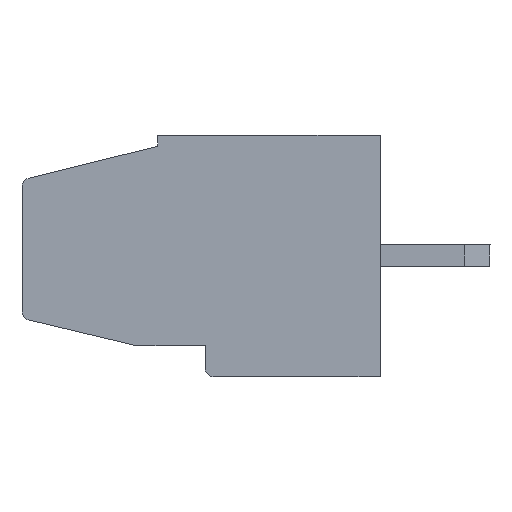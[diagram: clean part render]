
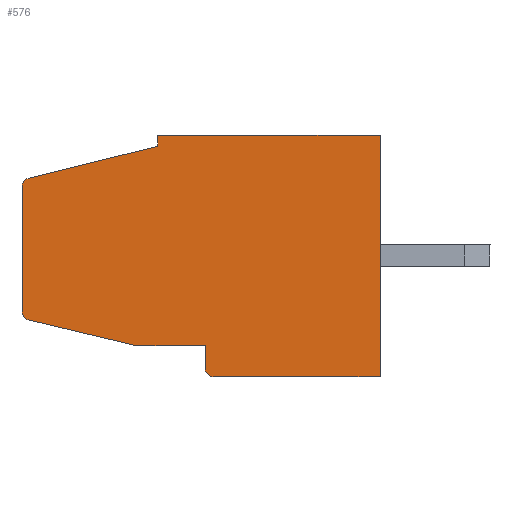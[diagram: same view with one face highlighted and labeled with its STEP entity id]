
A CAD part, left-side view. The second image highlights one B-rep face of the part: STEP entity #576.
In plain terms, the highlighted planar face has unit normal (-1, 0, 0).
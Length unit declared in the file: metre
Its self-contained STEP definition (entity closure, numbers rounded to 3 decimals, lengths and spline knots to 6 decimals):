
#576=ADVANCED_FACE('',(#1518),#1519,.F.);
#1518=FACE_OUTER_BOUND('',#2863,.T.);
#1519=PLANE('',#2864);
#2863=EDGE_LOOP('',(#4600,#4601,#4602,#4603,#4604,#4605,#4606,#4607,#4608,#4609,#4610,#4611));
#2864=AXIS2_PLACEMENT_3D('',#4612,#4613,#4614);
#4600=ORIENTED_EDGE('',*,*,#7840,.T.);
#4601=ORIENTED_EDGE('',*,*,#8115,.T.);
#4602=ORIENTED_EDGE('',*,*,#8007,.T.);
#4603=ORIENTED_EDGE('',*,*,#8000,.T.);
#4604=ORIENTED_EDGE('',*,*,#7888,.T.);
#4605=ORIENTED_EDGE('',*,*,#8116,.T.);
#4606=ORIENTED_EDGE('',*,*,#8117,.T.);
#4607=ORIENTED_EDGE('',*,*,#7822,.T.);
#4608=ORIENTED_EDGE('',*,*,#7818,.F.);
#4609=ORIENTED_EDGE('',*,*,#8118,.T.);
#4610=ORIENTED_EDGE('',*,*,#7897,.T.);
#4611=ORIENTED_EDGE('',*,*,#7827,.T.);
#4612=CARTESIAN_POINT('',(0.035,0.009195,0.0));
#4613=DIRECTION('',(1.0,0.0,0.0));
#4614=DIRECTION('',(0.0,1.0,0.0));
#7818=EDGE_CURVE('',#9310,#9306,#9312,.T.);
#7822=EDGE_CURVE('',#9314,#9306,#9318,.T.);
#7827=EDGE_CURVE('',#9321,#9325,#9327,.F.);
#7840=EDGE_CURVE('',#9325,#9346,#9348,.T.);
#7888=EDGE_CURVE('',#9442,#9440,#9443,.T.);
#7897=EDGE_CURVE('',#9455,#9321,#9458,.T.);
#8000=EDGE_CURVE('',#9621,#9442,#9622,.F.);
#8007=EDGE_CURVE('',#9632,#9621,#9633,.T.);
#8115=EDGE_CURVE('',#9346,#9632,#9789,.T.);
#8116=EDGE_CURVE('',#9440,#9790,#9791,.T.);
#8117=EDGE_CURVE('',#9790,#9314,#9792,.T.);
#8118=EDGE_CURVE('',#9310,#9455,#9793,.F.);
#9306=VERTEX_POINT('',#11516);
#9310=VERTEX_POINT('',#11522);
#9312=LINE('',#11525,#11526);
#9314=VERTEX_POINT('',#11528);
#9318=LINE('',#11534,#11535);
#9321=VERTEX_POINT('',#11538);
#9325=VERTEX_POINT('',#11543);
#9327=CIRCLE('',#11546,0.0003);
#9346=VERTEX_POINT('',#11571);
#9348=LINE('',#11574,#11575);
#9440=VERTEX_POINT('',#11712);
#9442=VERTEX_POINT('',#11715);
#9443=LINE('',#11716,#11717);
#9455=VERTEX_POINT('',#11733);
#9458=LINE('',#11738,#11739);
#9621=VERTEX_POINT('',#11963);
#9622=CIRCLE('',#11964,0.0003);
#9632=VERTEX_POINT('',#11975);
#9633=LINE('',#11976,#11977);
#9789=LINE('',#12203,#12204);
#9790=VERTEX_POINT('',#12205);
#9791=LINE('',#12206,#12207);
#9792=LINE('',#12208,#12209);
#9793=CIRCLE('',#12210,0.000306);
#11516=CARTESIAN_POINT('',(0.035,0.008197,-0.000404));
#11522=CARTESIAN_POINT('',(0.035,0.012967,-0.001591));
#11525=CARTESIAN_POINT('',(0.035,0.013222,-0.001654));
#11526=VECTOR('',#14669,1.0);
#11528=CARTESIAN_POINT('',(0.035,0.008197,0.0));
#11534=CARTESIAN_POINT('',(0.035,0.008197,0.000002));
#11535=VECTOR('',#14672,1.0);
#11538=CARTESIAN_POINT('',(0.035,0.013199,-0.006511));
#11543=CARTESIAN_POINT('',(0.035,0.012969,-0.006803));
#11546=AXIS2_PLACEMENT_3D('',#14678,#14679,#14680);
#11571=CARTESIAN_POINT('',(0.035,0.008999,-0.007748));
#11574=CARTESIAN_POINT('',(0.035,0.012969,-0.006803));
#11575=VECTOR('',#14694,1.0);
#11712=CARTESIAN_POINT('',(0.035,0.0,-0.008898));
#11715=CARTESIAN_POINT('',(0.035,0.006149,-0.008898));
#11716=CARTESIAN_POINT('',(0.035,0.,-0.008898));
#11717=VECTOR('',#14741,1.0);
#11733=CARTESIAN_POINT('',(0.035,0.013199,-0.001888));
#11738=CARTESIAN_POINT('',(0.035,0.013199,-0.001877));
#11739=VECTOR('',#14751,1.0);
#11963=CARTESIAN_POINT('',(0.035,0.006449,-0.008598));
#11964=AXIS2_PLACEMENT_3D('',#14864,#14865,#14866);
#11975=CARTESIAN_POINT('',(0.035,0.006449,-0.007748));
#11976=CARTESIAN_POINT('',(0.035,0.006449,-0.007748));
#11977=VECTOR('',#14877,1.0);
#12203=CARTESIAN_POINT('',(0.035,0.008999,-0.007748));
#12204=VECTOR('',#14963,1.0);
#12205=CARTESIAN_POINT('',(0.035,0.,0.0));
#12206=CARTESIAN_POINT('',(0.035,0.,-0.006935));
#12207=VECTOR('',#14964,1.0);
#12208=CARTESIAN_POINT('',(0.035,-0.000005,0.0));
#12209=VECTOR('',#14965,1.0);
#12210=AXIS2_PLACEMENT_3D('',#14966,#14967,#14968);
#14669=DIRECTION('',(0.0,-0.97,0.241));
#14672=DIRECTION('',(0.0,0.0,-1.0));
#14678=CARTESIAN_POINT('',(0.035,0.012899,-0.006511));
#14679=DIRECTION('',(1.0,0.0,0.0));
#14680=DIRECTION('',(0.0,0.0,-1.0));
#14694=DIRECTION('',(0.0,-0.973,-0.232));
#14741=DIRECTION('',(0.0,-1.0,0.0));
#14751=DIRECTION('',(0.0,0.0,-1.0));
#14864=CARTESIAN_POINT('',(0.035,0.006149,-0.008598));
#14865=DIRECTION('',(1.0,0.0,0.0));
#14866=DIRECTION('',(0.0,0.0,-1.0));
#14877=DIRECTION('',(0.0,0.0,-1.0));
#14963=DIRECTION('',(0.0,-1.0,0.0));
#14964=DIRECTION('',(-0.0,0.0,1.0));
#14965=DIRECTION('',(0.0,1.0,-0.0));
#14966=CARTESIAN_POINT('',(0.035,0.012893,-0.001888));
#14967=DIRECTION('',(1.0,0.0,0.0));
#14968=DIRECTION('',(0.0,0.0,-1.0));
